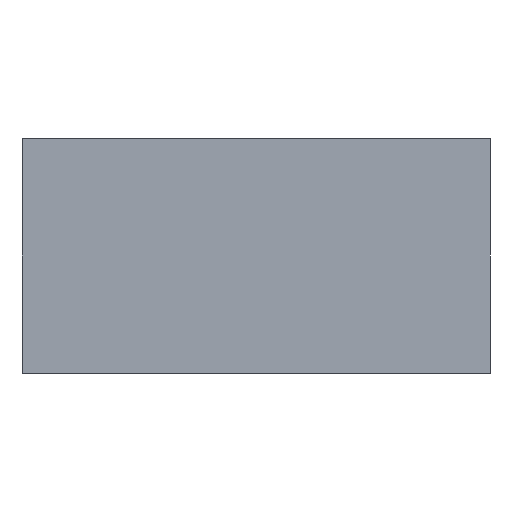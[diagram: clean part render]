
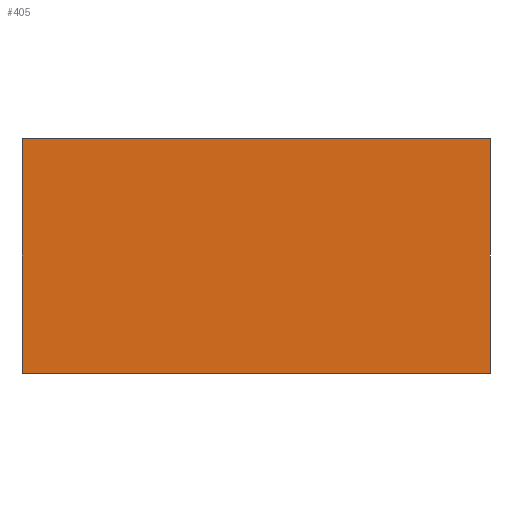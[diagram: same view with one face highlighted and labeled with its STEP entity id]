
A CAD part, front view. The second image highlights one B-rep face of the part: STEP entity #405.
In plain terms, the highlighted planar face has unit normal (0, -1, 0).
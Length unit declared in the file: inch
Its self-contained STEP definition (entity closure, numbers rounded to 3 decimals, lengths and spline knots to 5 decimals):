
#4 = DIRECTION ( 'NONE',  ( 0., 0., 1. ) ) ;
#14 = LINE ( 'NONE', #449, #501 ) ;
#15 = VERTEX_POINT ( 'NONE', #443 ) ;
#16 = EDGE_CURVE ( 'NONE', #15, #98, #470, .T. ) ;
#22 = LINE ( 'NONE', #264, #61 ) ;
#33 = CARTESIAN_POINT ( 'NONE',  ( -0.25, -0.26, 0. ) ) ;
#36 = ORIENTED_EDGE ( 'NONE', *, *, #52, .F. ) ;
#52 = EDGE_CURVE ( 'NONE', #539, #533, #22, .T. ) ;
#61 = VECTOR ( 'NONE', #4, 39.37008 ) ;
#98 = VERTEX_POINT ( 'NONE', #232 ) ;
#132 = VECTOR ( 'NONE', #602, 39.37008 ) ;
#148 = EDGE_CURVE ( 'NONE', #539, #98, #498, .T. ) ;
#176 = DIRECTION ( 'NONE',  ( 1., 0., 0. ) ) ;
#202 = CARTESIAN_POINT ( 'NONE',  ( 0.75, -0.26, 0.5 ) ) ;
#227 = DIRECTION ( 'NONE',  ( 1., 0., 0. ) ) ;
#232 = CARTESIAN_POINT ( 'NONE',  ( 0.75, -0.26, 0. ) ) ;
#242 = CARTESIAN_POINT ( 'NONE',  ( -0.75249, -0.26, 0. ) ) ;
#243 = ORIENTED_EDGE ( 'NONE', *, *, #148, .T. ) ;
#248 = ORIENTED_EDGE ( 'NONE', *, *, #16, .F. ) ;
#264 = CARTESIAN_POINT ( 'NONE',  ( -0.25, -0.26, 0.5 ) ) ;
#265 = PLANE ( 'NONE',  #442 ) ;
#275 = FACE_OUTER_BOUND ( 'NONE', #334, .T. ) ;
#288 = DIRECTION ( 'NONE',  ( 1., 0., 0. ) ) ;
#290 = CARTESIAN_POINT ( 'NONE',  ( -0.25, -0.26, 0.5 ) ) ;
#298 = VECTOR ( 'NONE', #288, 39.37008 ) ;
#334 = EDGE_LOOP ( 'NONE', ( #36, #243, #248, #421 ) ) ;
#354 = EDGE_CURVE ( 'NONE', #533, #15, #14, .T. ) ;
#405 = ADVANCED_FACE ( 'NONE', ( #275 ), #265, .T. ) ;
#421 = ORIENTED_EDGE ( 'NONE', *, *, #354, .F. ) ;
#429 = DIRECTION ( 'NONE',  ( 0., -1., 0. ) ) ;
#442 = AXIS2_PLACEMENT_3D ( 'NONE', #546, #429, #227 ) ;
#443 = CARTESIAN_POINT ( 'NONE',  ( 0.75, -0.26, 0.5 ) ) ;
#449 = CARTESIAN_POINT ( 'NONE',  ( -0.75249, -0.26, 0.5 ) ) ;
#470 = LINE ( 'NONE', #202, #132 ) ;
#498 = LINE ( 'NONE', #242, #298 ) ;
#501 = VECTOR ( 'NONE', #176, 39.37008 ) ;
#533 = VERTEX_POINT ( 'NONE', #290 ) ;
#539 = VERTEX_POINT ( 'NONE', #33 ) ;
#546 = CARTESIAN_POINT ( 'NONE',  ( -0.75249, -0.26, 0.5 ) ) ;
#602 = DIRECTION ( 'NONE',  ( 0., 0., -1. ) ) ;
